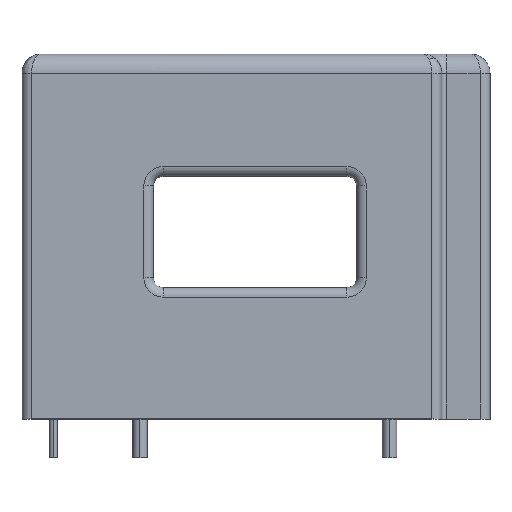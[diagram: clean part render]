
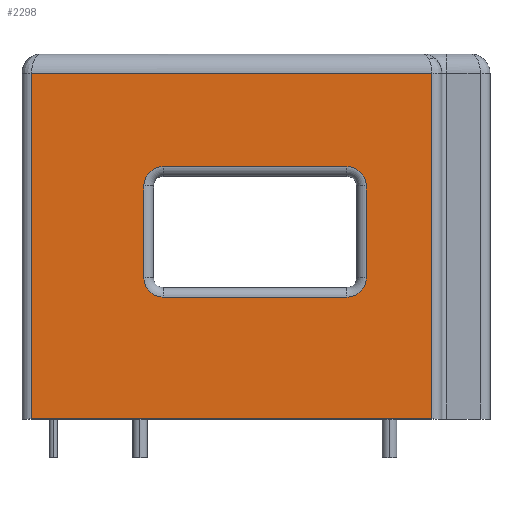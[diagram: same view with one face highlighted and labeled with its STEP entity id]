
A CAD part, top view. The second image highlights one B-rep face of the part: STEP entity #2298.
In plain terms, the highlighted planar face has unit normal (0, 0, 1).
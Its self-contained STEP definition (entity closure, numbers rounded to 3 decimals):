
#51 = DIRECTION ( 'NONE',  ( -1., 0., 0. ) ) ;
#69 = CIRCLE ( 'NONE', #1810, 2. ) ;
#95 = DIRECTION ( 'NONE',  ( 0., 0., -1. ) ) ;
#101 = EDGE_CURVE ( 'NONE', #527, #1701, #1157, .T. ) ;
#130 = AXIS2_PLACEMENT_3D ( 'NONE', #1483, #1201, #1238 ) ;
#178 = VERTEX_POINT ( 'NONE', #2425 ) ;
#182 = CARTESIAN_POINT ( 'NONE',  ( 32.35, 13.6, 14.78 ) ) ;
#190 = EDGE_LOOP ( 'NONE', ( #2979, #2508, #712, #1486 ) ) ;
#215 = LINE ( 'NONE', #934, #2309 ) ;
#225 = CARTESIAN_POINT ( 'NONE',  ( 9.35, 37.75, 14.78 ) ) ;
#232 = DIRECTION ( 'NONE',  ( -1., 0., 0. ) ) ;
#242 = CARTESIAN_POINT ( 'NONE',  ( 39.15, 0., 14.78 ) ) ;
#244 = CARTESIAN_POINT ( 'NONE',  ( -2.25, 35.75, 14.78 ) ) ;
#290 = EDGE_CURVE ( 'NONE', #782, #527, #489, .T. ) ;
#318 = DIRECTION ( 'NONE',  ( -1., 0., 0. ) ) ;
#344 = CARTESIAN_POINT ( 'NONE',  ( 0., 0., 14.78 ) ) ;
#345 = CARTESIAN_POINT ( 'NONE',  ( 11.35, 12.6, 14.78 ) ) ;
#400 = VERTEX_POINT ( 'NONE', #2351 ) ;
#403 = EDGE_CURVE ( 'NONE', #1220, #782, #215, .T. ) ;
#412 = AXIS2_PLACEMENT_3D ( 'NONE', #2974, #95, #1983 ) ;
#438 = DIRECTION ( 'NONE',  ( 0., -1., 0. ) ) ;
#441 = CARTESIAN_POINT ( 'NONE',  ( 30.35, 26.1, 14.78 ) ) ;
#478 = DIRECTION ( 'NONE',  ( 0., 0., 1. ) ) ;
#489 = LINE ( 'NONE', #244, #2013 ) ;
#516 = CIRCLE ( 'NONE', #130, 2. ) ;
#527 = VERTEX_POINT ( 'NONE', #2604 ) ;
#608 = EDGE_CURVE ( 'NONE', #1468, #2788, #1346, .T. ) ;
#664 = VECTOR ( 'NONE', #2059, 1000. ) ;
#688 = DIRECTION ( 'NONE',  ( 0., -1., 0. ) ) ;
#712 = ORIENTED_EDGE ( 'NONE', *, *, #101, .T. ) ;
#782 = VERTEX_POINT ( 'NONE', #1075 ) ;
#811 = ORIENTED_EDGE ( 'NONE', *, *, #1195, .F. ) ;
#875 = DIRECTION ( 'NONE',  ( 1., 0., 0. ) ) ;
#889 = CARTESIAN_POINT ( 'NONE',  ( 10.35, 12.6, 14.78 ) ) ;
#934 = CARTESIAN_POINT ( 'NONE',  ( 39.15, 37.75, 14.78 ) ) ;
#945 = CARTESIAN_POINT ( 'NONE',  ( 11.35, 14.6, 14.78 ) ) ;
#982 = LINE ( 'NONE', #225, #3066 ) ;
#992 = AXIS2_PLACEMENT_3D ( 'NONE', #1482, #2685, #51 ) ;
#1036 = FACE_OUTER_BOUND ( 'NONE', #190, .T. ) ;
#1057 = EDGE_CURVE ( 'NONE', #1468, #1491, #1553, .T. ) ;
#1075 = CARTESIAN_POINT ( 'NONE',  ( 39.15, 35.75, 14.78 ) ) ;
#1139 = VERTEX_POINT ( 'NONE', #2350 ) ;
#1157 = LINE ( 'NONE', #2823, #2996 ) ;
#1165 = ORIENTED_EDGE ( 'NONE', *, *, #2769, .T. ) ;
#1195 = EDGE_CURVE ( 'NONE', #178, #1299, #2469, .T. ) ;
#1201 = DIRECTION ( 'NONE',  ( 0., 0., 1. ) ) ;
#1220 = VERTEX_POINT ( 'NONE', #242 ) ;
#1238 = DIRECTION ( 'NONE',  ( -1., 0., 0. ) ) ;
#1299 = VERTEX_POINT ( 'NONE', #345 ) ;
#1346 = CIRCLE ( 'NONE', #992, 2. ) ;
#1400 = EDGE_CURVE ( 'NONE', #400, #1299, #2078, .T. ) ;
#1409 = ORIENTED_EDGE ( 'NONE', *, *, #608, .F. ) ;
#1422 = AXIS2_PLACEMENT_3D ( 'NONE', #945, #1455, #1898 ) ;
#1455 = DIRECTION ( 'NONE',  ( 0., 0., 1. ) ) ;
#1462 = CARTESIAN_POINT ( 'NONE',  ( 30.35, 14.6, 14.78 ) ) ;
#1468 = VERTEX_POINT ( 'NONE', #2323 ) ;
#1482 = CARTESIAN_POINT ( 'NONE',  ( 11.35, 24.1, 14.78 ) ) ;
#1483 = CARTESIAN_POINT ( 'NONE',  ( 30.35, 24.1, 14.78 ) ) ;
#1486 = ORIENTED_EDGE ( 'NONE', *, *, #2504, .T. ) ;
#1491 = VERTEX_POINT ( 'NONE', #441 ) ;
#1553 = LINE ( 'NONE', #3009, #2561 ) ;
#1634 = CARTESIAN_POINT ( 'NONE',  ( 32.35, 24.1, 14.78 ) ) ;
#1701 = VERTEX_POINT ( 'NONE', #1786 ) ;
#1703 = ORIENTED_EDGE ( 'NONE', *, *, #1852, .T. ) ;
#1746 = FACE_BOUND ( 'NONE', #2669, .T. ) ;
#1786 = CARTESIAN_POINT ( 'NONE',  ( -2.25, 0., 14.78 ) ) ;
#1810 = AXIS2_PLACEMENT_3D ( 'NONE', #1462, #478, #318 ) ;
#1852 = EDGE_CURVE ( 'NONE', #2518, #1139, #2538, .T. ) ;
#1862 = VECTOR ( 'NONE', #438, 1000. ) ;
#1888 = DIRECTION ( 'NONE',  ( 0., 1., 0. ) ) ;
#1898 = DIRECTION ( 'NONE',  ( -1., 0., 0. ) ) ;
#1929 = DIRECTION ( 'NONE',  ( 0., 1., 0. ) ) ;
#1983 = DIRECTION ( 'NONE',  ( -1., 0., 0. ) ) ;
#1991 = EDGE_CURVE ( 'NONE', #400, #1139, #69, .T. ) ;
#2013 = VECTOR ( 'NONE', #232, 1000. ) ;
#2059 = DIRECTION ( 'NONE',  ( -1., 0., 0. ) ) ;
#2078 = LINE ( 'NONE', #889, #664 ) ;
#2281 = DIRECTION ( 'NONE',  ( 1., 0., 0. ) ) ;
#2298 = ADVANCED_FACE ( 'NONE', ( #1036, #1746 ), #2480, .F. ) ;
#2303 = VECTOR ( 'NONE', #875, 1000. ) ;
#2309 = VECTOR ( 'NONE', #1888, 1000. ) ;
#2323 = CARTESIAN_POINT ( 'NONE',  ( 11.35, 26.1, 14.78 ) ) ;
#2350 = CARTESIAN_POINT ( 'NONE',  ( 32.35, 14.6, 14.78 ) ) ;
#2351 = CARTESIAN_POINT ( 'NONE',  ( 30.35, 12.6, 14.78 ) ) ;
#2425 = CARTESIAN_POINT ( 'NONE',  ( 9.35, 14.6, 14.78 ) ) ;
#2434 = ORIENTED_EDGE ( 'NONE', *, *, #1991, .F. ) ;
#2469 = CIRCLE ( 'NONE', #1422, 2. ) ;
#2480 = PLANE ( 'NONE',  #412 ) ;
#2504 = EDGE_CURVE ( 'NONE', #1701, #1220, #2991, .T. ) ;
#2508 = ORIENTED_EDGE ( 'NONE', *, *, #290, .T. ) ;
#2518 = VERTEX_POINT ( 'NONE', #1634 ) ;
#2538 = LINE ( 'NONE', #182, #1862 ) ;
#2561 = VECTOR ( 'NONE', #2281, 1000. ) ;
#2572 = ORIENTED_EDGE ( 'NONE', *, *, #2744, .F. ) ;
#2604 = CARTESIAN_POINT ( 'NONE',  ( -2.25, 35.75, 14.78 ) ) ;
#2621 = CARTESIAN_POINT ( 'NONE',  ( 9.35, 24.1, 14.78 ) ) ;
#2669 = EDGE_LOOP ( 'NONE', ( #1409, #2922, #2572, #1703, #2434, #2908, #811, #1165 ) ) ;
#2685 = DIRECTION ( 'NONE',  ( 0., 0., 1. ) ) ;
#2744 = EDGE_CURVE ( 'NONE', #2518, #1491, #516, .T. ) ;
#2769 = EDGE_CURVE ( 'NONE', #178, #2788, #982, .T. ) ;
#2788 = VERTEX_POINT ( 'NONE', #2621 ) ;
#2823 = CARTESIAN_POINT ( 'NONE',  ( -2.25, 37.75, 14.78 ) ) ;
#2908 = ORIENTED_EDGE ( 'NONE', *, *, #1400, .T. ) ;
#2922 = ORIENTED_EDGE ( 'NONE', *, *, #1057, .T. ) ;
#2974 = CARTESIAN_POINT ( 'NONE',  ( 0., 37.75, 14.78 ) ) ;
#2979 = ORIENTED_EDGE ( 'NONE', *, *, #403, .T. ) ;
#2991 = LINE ( 'NONE', #344, #2303 ) ;
#2996 = VECTOR ( 'NONE', #688, 1000. ) ;
#3009 = CARTESIAN_POINT ( 'NONE',  ( 0., 26.1, 14.78 ) ) ;
#3066 = VECTOR ( 'NONE', #1929, 1000. ) ;
